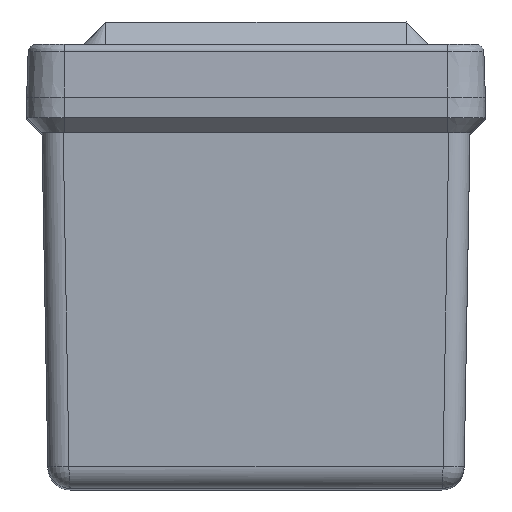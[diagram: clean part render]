
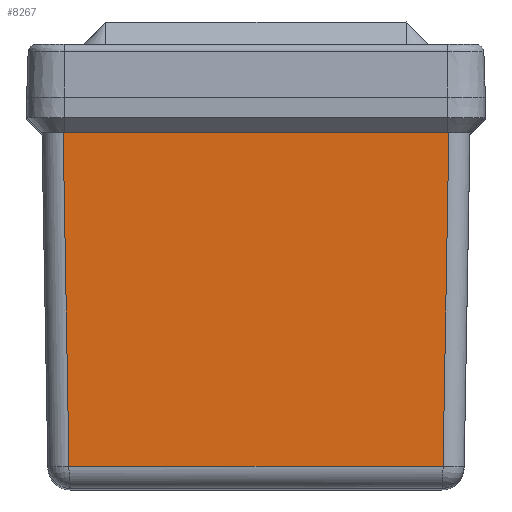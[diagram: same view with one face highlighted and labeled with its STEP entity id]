
A CAD part, top view. The second image highlights one B-rep face of the part: STEP entity #8267.
In plain terms, the highlighted planar face has unit normal (0, -0.018, 1).
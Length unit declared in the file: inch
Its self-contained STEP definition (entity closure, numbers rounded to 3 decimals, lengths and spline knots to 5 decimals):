
#84 = ORIENTED_EDGE ( 'NONE', *, *, #2274, .T. ) ;
#578 = LINE ( 'NONE', #16626, #18732 ) ;
#835 = VECTOR ( 'NONE', #15498, 39.37008 ) ;
#887 = EDGE_CURVE ( 'NONE', #13861, #14347, #578, .T. ) ;
#1001 = LINE ( 'NONE', #15969, #11846 ) ;
#1008 = VERTEX_POINT ( 'NONE', #20213 ) ;
#1704 = CARTESIAN_POINT ( 'NONE',  ( 1.55405, 0.18423, 4.26117 ) ) ;
#1952 = LINE ( 'NONE', #15337, #15416 ) ;
#2164 = EDGE_LOOP ( 'NONE', ( #7206, #10754, #18469, #84, #8194, #18879 ) ) ;
#2266 = LINE ( 'NONE', #14109, #13608 ) ;
#2274 = EDGE_CURVE ( 'NONE', #17647, #11597, #2266, .T. ) ;
#2672 = DIRECTION ( 'NONE',  ( 0.017, 1., 0.017 ) ) ;
#3244 = DIRECTION ( 'NONE',  ( -1., 0., 0. ) ) ;
#3601 = EDGE_CURVE ( 'NONE', #17647, #5978, #13758, .T. ) ;
#4899 = VECTOR ( 'NONE', #5697, 39.37008 ) ;
#5398 = CARTESIAN_POINT ( 'NONE',  ( -1.55405, 0.18423, 4.26117 ) ) ;
#5697 = DIRECTION ( 'NONE',  ( 0.017, -1., -0.017 ) ) ;
#5978 = VERTEX_POINT ( 'NONE', #5398 ) ;
#7206 = ORIENTED_EDGE ( 'NONE', *, *, #13038, .F. ) ;
#8194 = ORIENTED_EDGE ( 'NONE', *, *, #15443, .F. ) ;
#8267 = ADVANCED_FACE ( 'NONE', ( #10042 ), #13557, .T. ) ;
#8886 = DIRECTION ( 'NONE',  ( 0., -1., -0.017 ) ) ;
#10042 = FACE_OUTER_BOUND ( 'NONE', #2164, .T. ) ;
#10754 = ORIENTED_EDGE ( 'NONE', *, *, #12417, .T. ) ;
#11597 = VERTEX_POINT ( 'NONE', #20894 ) ;
#11846 = VECTOR ( 'NONE', #20863, 39.37008 ) ;
#12005 = CARTESIAN_POINT ( 'NONE',  ( 0.79688, 0.18423, 4.26117 ) ) ;
#12159 = CARTESIAN_POINT ( 'NONE',  ( -1.60237, 2.9525, 4.30949 ) ) ;
#12417 = EDGE_CURVE ( 'NONE', #1008, #5978, #16850, .T. ) ;
#12950 = CARTESIAN_POINT ( 'NONE',  ( 1.59375, 2.9525, 4.30949 ) ) ;
#13038 = EDGE_CURVE ( 'NONE', #1008, #14347, #1001, .T. ) ;
#13557 = PLANE ( 'NONE',  #15082 ) ;
#13608 = VECTOR ( 'NONE', #2672, 39.37008 ) ;
#13758 = LINE ( 'NONE', #12005, #835 ) ;
#13792 = DIRECTION ( 'NONE',  ( 1., 0., 0. ) ) ;
#13861 = VERTEX_POINT ( 'NONE', #12950 ) ;
#13997 = DIRECTION ( 'NONE',  ( 0., -0.017, 1. ) ) ;
#14072 = CARTESIAN_POINT ( 'NONE',  ( 1.59375, 2.9525, 4.30949 ) ) ;
#14109 = CARTESIAN_POINT ( 'NONE',  ( 1.55405, 0.18423, 4.26117 ) ) ;
#14347 = VERTEX_POINT ( 'NONE', #21513 ) ;
#15082 = AXIS2_PLACEMENT_3D ( 'NONE', #14072, #13997, #8886 ) ;
#15337 = CARTESIAN_POINT ( 'NONE',  ( 0., 2.9525, 4.30949 ) ) ;
#15416 = VECTOR ( 'NONE', #13792, 39.37008 ) ;
#15443 = EDGE_CURVE ( 'NONE', #13861, #11597, #1952, .T. ) ;
#15498 = DIRECTION ( 'NONE',  ( -1., 0., 0. ) ) ;
#15969 = CARTESIAN_POINT ( 'NONE',  ( 0., 2.9525, 4.30949 ) ) ;
#16626 = CARTESIAN_POINT ( 'NONE',  ( 1.59375, 2.9525, 4.30949 ) ) ;
#16850 = LINE ( 'NONE', #12159, #4899 ) ;
#17647 = VERTEX_POINT ( 'NONE', #1704 ) ;
#18469 = ORIENTED_EDGE ( 'NONE', *, *, #3601, .F. ) ;
#18732 = VECTOR ( 'NONE', #3244, 39.37008 ) ;
#18879 = ORIENTED_EDGE ( 'NONE', *, *, #887, .T. ) ;
#20213 = CARTESIAN_POINT ( 'NONE',  ( -1.60237, 2.9525, 4.30949 ) ) ;
#20863 = DIRECTION ( 'NONE',  ( 1., 0., 0. ) ) ;
#20894 = CARTESIAN_POINT ( 'NONE',  ( 1.60237, 2.9525, 4.30949 ) ) ;
#21513 = CARTESIAN_POINT ( 'NONE',  ( -1.59375, 2.9525, 4.30949 ) ) ;
